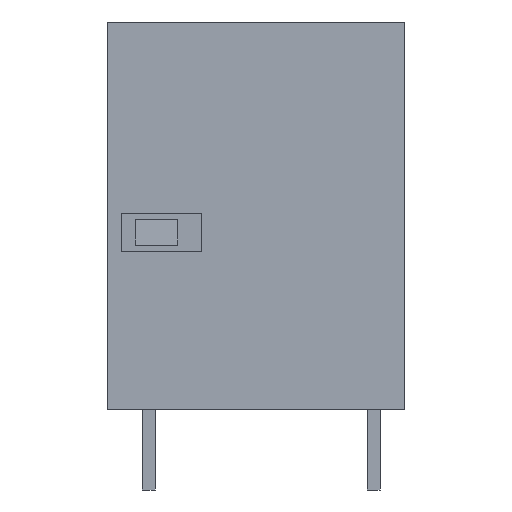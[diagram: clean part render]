
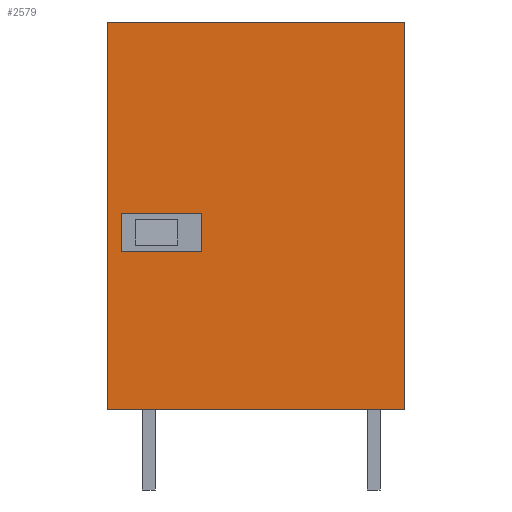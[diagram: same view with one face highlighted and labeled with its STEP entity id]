
A CAD part, left-side view. The second image highlights one B-rep face of the part: STEP entity #2579.
In plain terms, the highlighted planar face has unit normal (-1, 0, 0).
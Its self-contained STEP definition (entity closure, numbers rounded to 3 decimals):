
#2525=AXIS2_PLACEMENT_3D('Plane Axis2P3D',#2522,#2523,#2524) ;
#2373=CARTESIAN_POINT('Vertex',(0.,0.,5.)) ;
#2376=CARTESIAN_POINT('Line Origine',(0.,9.25,5.)) ;
#2380=CARTESIAN_POINT('Vertex',(0.,18.5,5.)) ;
#2490=CARTESIAN_POINT('Line Origine',(0.,18.5,17.075)) ;
#2494=CARTESIAN_POINT('Vertex',(0.,18.5,29.15)) ;
#2522=CARTESIAN_POINT('Axis2P3D Location',(0.,18.5,0.)) ;
#2527=CARTESIAN_POINT('Line Origine',(0.,9.25,29.15)) ;
#2531=CARTESIAN_POINT('Vertex',(0.,0.,29.15)) ;
#2534=CARTESIAN_POINT('Line Origine',(0.,0.,17.075)) ;
#2545=CARTESIAN_POINT('Line Origine',(0.,15.151,17.25)) ;
#2549=CARTESIAN_POINT('Vertex',(0.,12.651,17.25)) ;
#2551=CARTESIAN_POINT('Vertex',(0.,17.65,17.25)) ;
#2554=CARTESIAN_POINT('Line Origine',(0.,12.651,16.05)) ;
#2558=CARTESIAN_POINT('Vertex',(0.,12.651,14.85)) ;
#2561=CARTESIAN_POINT('Line Origine',(0.,15.151,14.85)) ;
#2565=CARTESIAN_POINT('Vertex',(0.,17.65,14.85)) ;
#2568=CARTESIAN_POINT('Line Origine',(0.,17.65,16.05)) ;
#2377=DIRECTION('Vector Direction',(0.,-1.,0.)) ;
#2491=DIRECTION('Vector Direction',(0.,0.,-1.)) ;
#2523=DIRECTION('Axis2P3D Direction',(-1.,0.,0.)) ;
#2524=DIRECTION('Axis2P3D XDirection',(0.,-1.,0.)) ;
#2528=DIRECTION('Vector Direction',(0.,1.,0.)) ;
#2535=DIRECTION('Vector Direction',(0.,0.,-1.)) ;
#2546=DIRECTION('Vector Direction',(0.,1.,0.)) ;
#2555=DIRECTION('Vector Direction',(0.,0.,1.)) ;
#2562=DIRECTION('Vector Direction',(0.,-1.,0.)) ;
#2569=DIRECTION('Vector Direction',(0.,0.,-1.)) ;
#2378=VECTOR('Line Direction',#2377,1.) ;
#2492=VECTOR('Line Direction',#2491,1.) ;
#2529=VECTOR('Line Direction',#2528,1.) ;
#2536=VECTOR('Line Direction',#2535,1.) ;
#2547=VECTOR('Line Direction',#2546,1.) ;
#2556=VECTOR('Line Direction',#2555,1.) ;
#2563=VECTOR('Line Direction',#2562,1.) ;
#2570=VECTOR('Line Direction',#2569,1.) ;
#2540=ORIENTED_EDGE('',*,*,#2533,.T.) ;
#2541=ORIENTED_EDGE('',*,*,#2496,.T.) ;
#2542=ORIENTED_EDGE('',*,*,#2382,.T.) ;
#2543=ORIENTED_EDGE('',*,*,#2538,.T.) ;
#2574=ORIENTED_EDGE('',*,*,#2553,.F.) ;
#2575=ORIENTED_EDGE('',*,*,#2560,.F.) ;
#2576=ORIENTED_EDGE('',*,*,#2567,.F.) ;
#2577=ORIENTED_EDGE('',*,*,#2572,.F.) ;
#2578=FACE_BOUND('',#2573,.T.) ;
#2579=ADVANCED_FACE('left pole',(#2544,#2578),#2526,.T.) ;
#2382=EDGE_CURVE('',#2381,#2374,#2379,.T.) ;
#2496=EDGE_CURVE('',#2495,#2381,#2493,.T.) ;
#2533=EDGE_CURVE('',#2532,#2495,#2530,.T.) ;
#2538=EDGE_CURVE('',#2374,#2532,#2537,.F.) ;
#2553=EDGE_CURVE('',#2550,#2552,#2548,.T.) ;
#2560=EDGE_CURVE('',#2559,#2550,#2557,.T.) ;
#2567=EDGE_CURVE('',#2566,#2559,#2564,.T.) ;
#2572=EDGE_CURVE('',#2552,#2566,#2571,.T.) ;
#2539=EDGE_LOOP('',(#2540,#2541,#2542,#2543)) ;
#2573=EDGE_LOOP('',(#2574,#2575,#2576,#2577)) ;
#2544=FACE_OUTER_BOUND('',#2539,.T.) ;
#2379=LINE('Line',#2376,#2378) ;
#2493=LINE('Line',#2490,#2492) ;
#2530=LINE('Line',#2527,#2529) ;
#2537=LINE('Line',#2534,#2536) ;
#2548=LINE('Line',#2545,#2547) ;
#2557=LINE('Line',#2554,#2556) ;
#2564=LINE('Line',#2561,#2563) ;
#2571=LINE('Line',#2568,#2570) ;
#2526=PLANE('',#2525) ;
#2374=VERTEX_POINT('',#2373) ;
#2381=VERTEX_POINT('',#2380) ;
#2495=VERTEX_POINT('',#2494) ;
#2532=VERTEX_POINT('',#2531) ;
#2550=VERTEX_POINT('',#2549) ;
#2552=VERTEX_POINT('',#2551) ;
#2559=VERTEX_POINT('',#2558) ;
#2566=VERTEX_POINT('',#2565) ;
